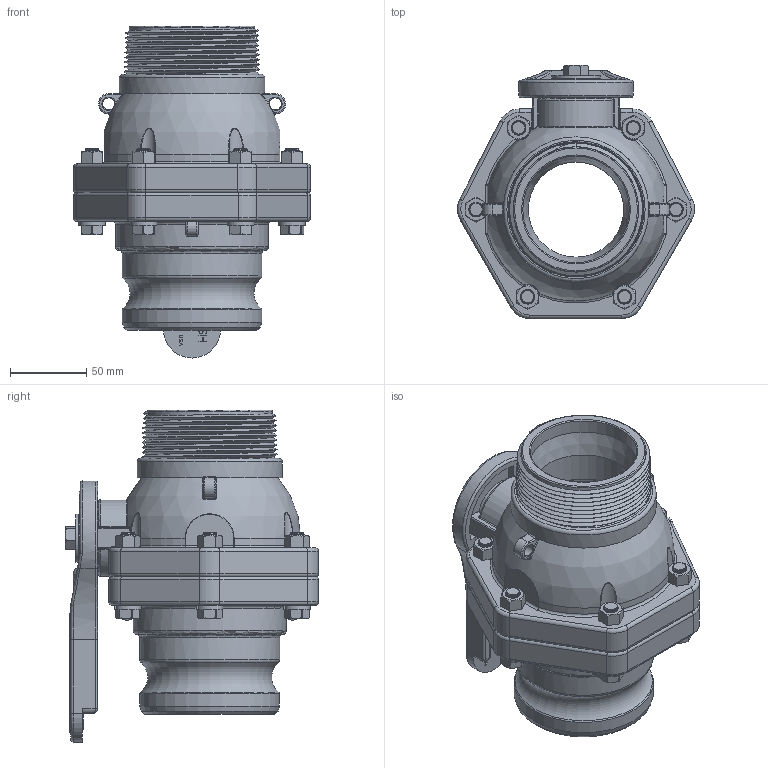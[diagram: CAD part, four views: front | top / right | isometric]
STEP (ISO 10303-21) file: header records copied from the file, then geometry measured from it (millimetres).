
FILE_DESCRIPTION(/* description */ ('3" STUBBY BODY W/ 3" MNPT THDS'),/* implementation_level */ '2;1');
FILE_NAME(/* name */ 'VSFMT300SH.stp',/* time_stamp */ '2016-01-27T14:59:51-05:00',/* author */ ('areid'),/* organization */ (''),/* preprocessor_version */ 'ST-DEVELOPER v16.1',/* originating_system */ 'Autodesk Inventor 2016',/* authorisation */ '');
FILE_SCHEMA (('AP203_CONFIGURATION_CONTROLLED_3D_DESIGN_OF_MECHANICAL_PARTS_AND_ASSEMBLIES_MIM_LF { 1 0 10303 203 3 1 4 }','AUTOMOTIVE_DESIGN { 1 0 10303 214 3 1 1 }'));
Products named in the file (20): VSMT30254X; VSMT30254; VSF30264X; VSF30264; VX30255; VS30255M; VS30255; V25151BX; VS25151B; V20010SS; V20018; V20019; V25163; V25160; VS30258; V30265; V25153SH; V25121; V25020; VSFMT300SH
Assembly tree (35 placements, depth 4):
  VSFMT300SH
    VSMT30254
      VSMT30254X
    VSF30264
      VSF30264X
    VS30255
      VS30255M
        VX30255
    VS25151B
      V25151BX
    V20010SS  x6
    V20018  x6
    V20019  x6
    V25163
    V25160
    VS30258  x2
    V30265
    V25153SH
    V25121
    V25020
Bounding box: 155.53 x 165.91 x 217.68 mm (x, y, z)
Volume: 1222363.9 mm3; surface area: 291349.1 mm2
Topology: 30 solids, 30 shells, 2903 faces, 6934 edges, 4183 vertices
Faces by surface type: plane 1158, cylinder 810, cone 645, bspline 134, torus 131, sphere 25
Full cylindrical faces by diameter (mm): 5.537 x2, 7.798 x1, 7.874 x2, 9.525 x1, 10.312 x7, 11.176 x4, 14.275 x1, 25.4 x1, 25.527 x1, 25.806 x1, 31.496 x1, 31.521 x1, 31.75 x2, 36.525 x1, 37.084 x1, 62.484 x2, 63.5 x1, 67.869 x1, 67.945 x1, 68.072 x2, 69.85 x1, 71.12 x1, 73.152 x3, 73.228 x1, 91.44 x1, 91.757 x1, 94.996 x1, 95.25 x1, 100.203 x1, 100.33 x1
Entity records: 60613 total; most frequent: CARTESIAN_POINT 17864, ORIENTED_EDGE 8876, DIRECTION 8351, EDGE_CURVE 4438, LINE 3119, VECTOR 3119, VERTEX_POINT 2859, AXIS2_PLACEMENT_3D 2616
